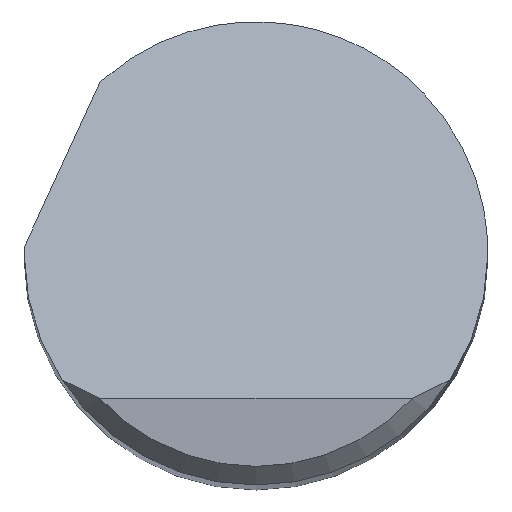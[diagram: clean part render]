
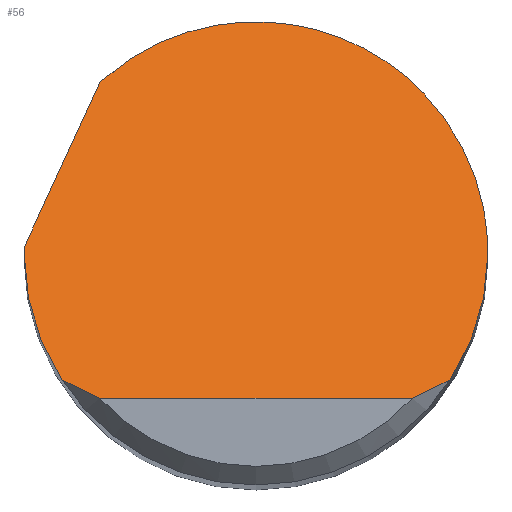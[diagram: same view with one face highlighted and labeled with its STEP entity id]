
A CAD part, top view. The second image highlights one B-rep face of the part: STEP entity #56.
In plain terms, the highlighted planar face has unit normal (0, 0.707, 0.707).
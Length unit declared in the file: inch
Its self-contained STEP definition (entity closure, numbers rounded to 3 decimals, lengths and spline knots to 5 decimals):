
#1 = CARTESIAN_POINT ( 'NONE',  ( -0.1369, -0.11288, 2.49538 ) ) ;
#10 = CARTESIAN_POINT ( 'NONE',  ( 0.157, -0.1025, 2.485 ) ) ;
#11 = CARTESIAN_POINT ( 'NONE',  ( 0.17704, -0.0718, 2.4543 ) ) ;
#20 = VERTEX_POINT ( 'NONE', #10 ) ;
#24 = VERTEX_POINT ( 'NONE', #277 ) ;
#36 = CARTESIAN_POINT ( 'NONE',  ( -0.18743, 0.005, 2.3775 ) ) ;
#40 = CARTESIAN_POINT ( 'NONE',  ( -0.157, -0.1025, 2.485 ) ) ;
#48 = CARTESIAN_POINT ( 'NONE',  ( 0.157, -0.1025, 2.485 ) ) ;
#52 = ORIENTED_EDGE ( 'NONE', *, *, #245, .T. ) ;
#56 = ADVANCED_FACE ( 'NONE', ( #316 ), #214, .F. ) ;
#61 =( BOUNDED_CURVE ( )  B_SPLINE_CURVE ( 3, ( #419, #311, #77, #36 ),
 .UNSPECIFIED., .F., .T. ) 
 B_SPLINE_CURVE_WITH_KNOTS ( ( 4, 4 ),
 ( 4.71239, 4.73906 ),
 .UNSPECIFIED. ) 
 CURVE ( )  GEOMETRIC_REPRESENTATION_ITEM ( )  RATIONAL_B_SPLINE_CURVE ( ( 1., 1., 1., 1. ) ) 
 REPRESENTATION_ITEM ( '' )  );
#75 = EDGE_CURVE ( 'NONE', #131, #104, #212, .T. ) ;
#77 = CARTESIAN_POINT ( 'NONE',  ( -0.18748, 0.00333, 2.37917 ) ) ;
#81 = CARTESIAN_POINT ( 'NONE',  ( 0.1369, -0.11288, 2.49538 ) ) ;
#85 = CARTESIAN_POINT ( 'NONE',  ( -0.1875, -0.1175, 2.5 ) ) ;
#97 = VERTEX_POINT ( 'NONE', #300 ) ;
#98 = EDGE_CURVE ( 'NONE', #256, #24, #355, .T. ) ;
#100 = CARTESIAN_POINT ( 'NONE',  ( 0.1875, 0., 2.3825 ) ) ;
#104 = VERTEX_POINT ( 'NONE', #222 ) ;
#105 = CARTESIAN_POINT ( 'NONE',  ( -0.157, -0.1025, 2.485 ) ) ;
#113 = B_SPLINE_CURVE_WITH_KNOTS ( 'NONE', 3,
 ( #40, #152, #1, #195 ),
 .UNSPECIFIED., .F., .F.,
 ( 4, 4 ),
 ( 0., 0.00095 ),
 .UNSPECIFIED. ) ;
#116 = EDGE_CURVE ( 'NONE', #401, #97, #478, .T. ) ;
#131 = VERTEX_POINT ( 'NONE', #254 ) ;
#152 = CARTESIAN_POINT ( 'NONE',  ( -0.14711, -0.10785, 2.49035 ) ) ;
#156 = CARTESIAN_POINT ( 'NONE',  ( -0.157, -0.1025, 2.485 ) ) ;
#174 = ORIENTED_EDGE ( 'NONE', *, *, #315, .T. ) ;
#184 = CARTESIAN_POINT ( 'NONE',  ( -0.17704, -0.0718, 2.4543 ) ) ;
#192 = LINE ( 'NONE', #381, #447 ) ;
#195 = CARTESIAN_POINT ( 'NONE',  ( -0.12629, -0.1175, 2.5 ) ) ;
#200 = VECTOR ( 'NONE', #287, 39.37008 ) ;
#205 =( BOUNDED_CURVE ( )  B_SPLINE_CURVE ( 3, ( #453, #246, #11, #48 ),
 .UNSPECIFIED., .F., .T. ) 
 B_SPLINE_CURVE_WITH_KNOTS ( ( 4, 4 ),
 ( 1.5708, 2.14917 ),
 .UNSPECIFIED. ) 
 CURVE ( )  GEOMETRIC_REPRESENTATION_ITEM ( )  RATIONAL_B_SPLINE_CURVE ( ( 1., 0.972, 0.972, 1. ) ) 
 REPRESENTATION_ITEM ( '' )  );
#212 = LINE ( 'NONE', #284, #200 ) ;
#213 = CARTESIAN_POINT ( 'NONE',  ( -0.18743, 0.005, 2.3775 ) ) ;
#214 = PLANE ( 'NONE',  #461 ) ;
#218 = ORIENTED_EDGE ( 'NONE', *, *, #75, .T. ) ;
#219 = CARTESIAN_POINT ( 'NONE',  ( -0.12625, 0.13863, 2.24387 ) ) ;
#222 = CARTESIAN_POINT ( 'NONE',  ( 0.12629, -0.1175, 2.5 ) ) ;
#223 = EDGE_CURVE ( 'NONE', #373, #401, #192, .T. ) ;
#231 = ORIENTED_EDGE ( 'NONE', *, *, #116, .F. ) ;
#237 = DIRECTION ( 'NONE',  ( 0.308, 0.673, -0.673 ) ) ;
#245 = EDGE_CURVE ( 'NONE', #256, #131, #113, .T. ) ;
#246 = CARTESIAN_POINT ( 'NONE',  ( 0.1875, -0.03666, 2.41916 ) ) ;
#254 = CARTESIAN_POINT ( 'NONE',  ( -0.12629, -0.1175, 2.5 ) ) ;
#256 = VERTEX_POINT ( 'NONE', #156 ) ;
#257 = ORIENTED_EDGE ( 'NONE', *, *, #332, .F. ) ;
#276 = CARTESIAN_POINT ( 'NONE',  ( -0.12625, 0.13863, 2.24387 ) ) ;
#277 = CARTESIAN_POINT ( 'NONE',  ( -0.1875, 0., 2.3825 ) ) ;
#284 = CARTESIAN_POINT ( 'NONE',  ( 0., -0.1175, 2.5 ) ) ;
#287 = DIRECTION ( 'NONE',  ( 1., 0., 0. ) ) ;
#300 = CARTESIAN_POINT ( 'NONE',  ( 0.1875, 0., 2.3825 ) ) ;
#303 = CARTESIAN_POINT ( 'NONE',  ( 0.014, 0.26635, 2.11615 ) ) ;
#311 = CARTESIAN_POINT ( 'NONE',  ( -0.1875, 0.00167, 2.38083 ) ) ;
#315 = EDGE_CURVE ( 'NONE', #104, #20, #364, .T. ) ;
#316 = FACE_OUTER_BOUND ( 'NONE', #354, .T. ) ;
#331 = CARTESIAN_POINT ( 'NONE',  ( -0.1875, 0., 2.3825 ) ) ;
#332 = EDGE_CURVE ( 'NONE', #24, #373, #61, .T. ) ;
#354 = EDGE_LOOP ( 'NONE', ( #218, #174, #406, #231, #466, #257, #412, #52 ) ) ;
#355 =( BOUNDED_CURVE ( )  B_SPLINE_CURVE ( 3, ( #105, #184, #402, #331 ),
 .UNSPECIFIED., .F., .T. ) 
 B_SPLINE_CURVE_WITH_KNOTS ( ( 4, 4 ),
 ( 4.13401, 4.71239 ),
 .UNSPECIFIED. ) 
 CURVE ( )  GEOMETRIC_REPRESENTATION_ITEM ( )  RATIONAL_B_SPLINE_CURVE ( ( 1., 0.972, 0.972, 1. ) ) 
 REPRESENTATION_ITEM ( '' )  );
#364 = B_SPLINE_CURVE_WITH_KNOTS ( 'NONE', 3,
 ( #413, #81, #445, #442 ),
 .UNSPECIFIED., .F., .F.,
 ( 4, 4 ),
 ( 0., 0.00095 ),
 .UNSPECIFIED. ) ;
#373 = VERTEX_POINT ( 'NONE', #213 ) ;
#381 = CARTESIAN_POINT ( 'NONE',  ( -0.23821, -0.10589, 2.48839 ) ) ;
#391 = DIRECTION ( 'NONE',  ( 0., -0.707, -0.707 ) ) ;
#401 = VERTEX_POINT ( 'NONE', #276 ) ;
#402 = CARTESIAN_POINT ( 'NONE',  ( -0.1875, -0.03666, 2.41916 ) ) ;
#405 = CARTESIAN_POINT ( 'NONE',  ( 0.1875, 0.18969, 2.19281 ) ) ;
#406 = ORIENTED_EDGE ( 'NONE', *, *, #468, .F. ) ;
#412 = ORIENTED_EDGE ( 'NONE', *, *, #98, .F. ) ;
#413 = CARTESIAN_POINT ( 'NONE',  ( 0.12629, -0.1175, 2.5 ) ) ;
#419 = CARTESIAN_POINT ( 'NONE',  ( -0.1875, 0., 2.3825 ) ) ;
#442 = CARTESIAN_POINT ( 'NONE',  ( 0.157, -0.1025, 2.485 ) ) ;
#445 = CARTESIAN_POINT ( 'NONE',  ( 0.14711, -0.10785, 2.49035 ) ) ;
#447 = VECTOR ( 'NONE', #237, 39.37008 ) ;
#453 = CARTESIAN_POINT ( 'NONE',  ( 0.1875, 0., 2.3825 ) ) ;
#460 = DIRECTION ( 'NONE',  ( 0., 0.707, -0.707 ) ) ;
#461 = AXIS2_PLACEMENT_3D ( 'NONE', #85, #391, #460 ) ;
#466 = ORIENTED_EDGE ( 'NONE', *, *, #223, .F. ) ;
#468 = EDGE_CURVE ( 'NONE', #97, #20, #205, .T. ) ;
#478 =( BOUNDED_CURVE ( )  B_SPLINE_CURVE ( 3, ( #219, #303, #405, #100 ),
 .UNSPECIFIED., .F., .T. ) 
 B_SPLINE_CURVE_WITH_KNOTS ( ( 4, 4 ),
 ( 5.54449, 7.85398 ),
 .UNSPECIFIED. ) 
 CURVE ( )  GEOMETRIC_REPRESENTATION_ITEM ( )  RATIONAL_B_SPLINE_CURVE ( ( 1., 0.603, 0.603, 1. ) ) 
 REPRESENTATION_ITEM ( '' )  );
